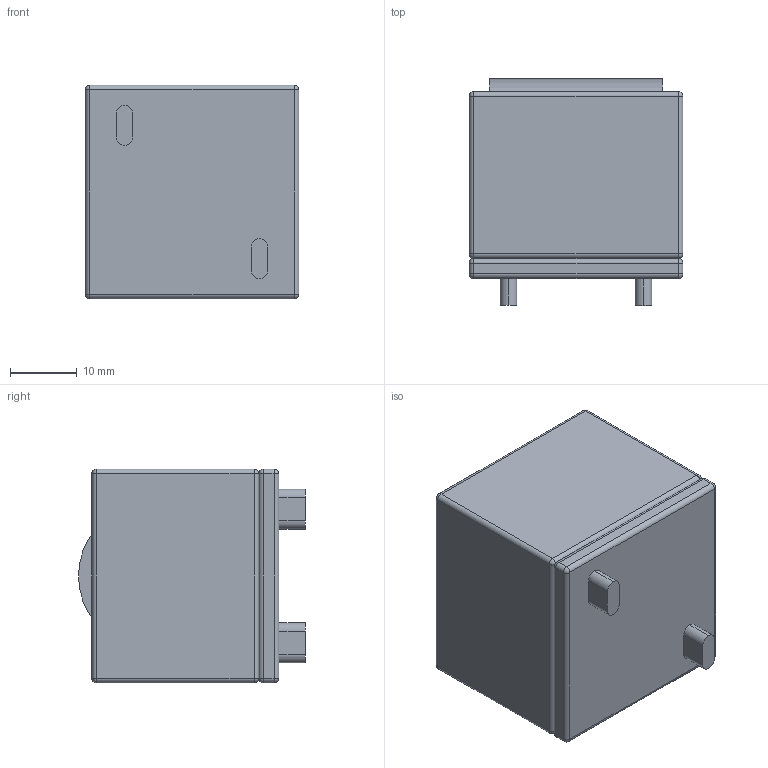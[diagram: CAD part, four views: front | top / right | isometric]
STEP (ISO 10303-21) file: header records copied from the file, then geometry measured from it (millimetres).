
FILE_DESCRIPTION (( 'STEP AP214' ), '1' );
FILE_NAME ('CPRX3231L.STEP', '2024-05-01T20:48:47', ( '' ), ( '' ), 'SwSTEP 2.0', 'SolidWorks 2020', '' );
FILE_SCHEMA (( 'AUTOMOTIVE_DESIGN' ));
Length unit declared in the file: millimetre
Products named in the file (1): CPRX3231L
Bounding box: 32 x 34 x 32 mm (x, y, z)
Volume: 24300 mm3; surface area: 10749.4 mm2
Topology: 4 solids, 4 shells, 75 faces, 162 edges, 80 vertices
Faces by surface type: cylinder 34, plane 25, sphere 16
Entity records: 1933 total; most frequent: DIRECTION 366, CARTESIAN_POINT 302, ORIENTED_EDGE 292, EDGE_CURVE 146, AXIS2_PLACEMENT_3D 144, VERTEX_POINT 80, LINE 78, VECTOR 78
